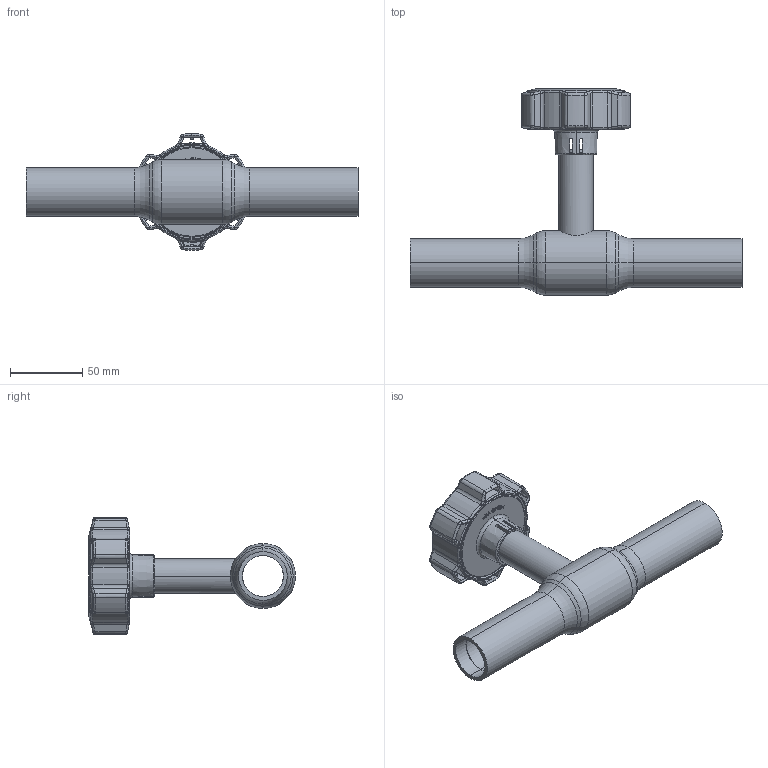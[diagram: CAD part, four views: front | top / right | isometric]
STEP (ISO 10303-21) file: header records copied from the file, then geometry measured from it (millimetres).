
FILE_DESCRIPTION (( 'STEP AP214' ), '1' );
FILE_NAME ('1025003001-2201.step', '2023-09-12T09:59:12', ( '' ), ( '' ), 'SwSTEP 2.0', 'SolidWorks 2021', '' );
FILE_SCHEMA (( 'AUTOMOTIVE_DESIGN' ));
Length unit declared in the file: millimetre
Products named in the file (1): 1025003001-2201
Bounding box: 230 x 143.3 x 81 mm (x, y, z)
Surface area: 68087 mm2 (no closed solid volume)
Topology: 0 solids, 21 shells, 526 faces, 1545 edges, 1015 vertices
Faces by surface type: bspline 185, cylinder 127, plane 96, cone 67, torus 51
Entity records: 33143 total; most frequent: CARTESIAN_POINT 15250, ORIENTED_EDGE 2708, DIRECTION 2002, EDGE_CURVE 1545, VERTEX_POINT 1015, AXIS2_PLACEMENT_3D 775, B_SPLINE_CURVE_WITH_KNOTS 616, EDGE_LOOP 552
